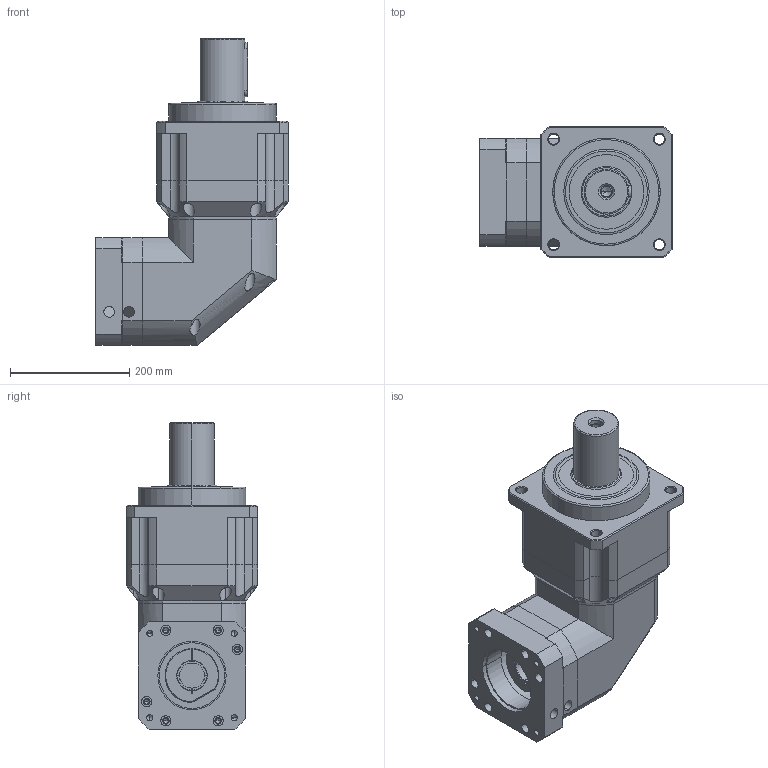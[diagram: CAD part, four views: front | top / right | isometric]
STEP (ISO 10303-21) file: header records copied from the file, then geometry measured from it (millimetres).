
FILE_DESCRIPTION (( 'STEP AP214' ), '1' );
FILE_NAME ('SBL220-L2-42-114.3-200M12-118.STEP', '2023-11-22T05:20:36', ( 'admin' ), ( '' ), 'SwSTEP 2.0', 'SolidWorks 2013', '' );
FILE_SCHEMA (( 'AUTOMOTIVE_DESIGN' ));
Length unit declared in the file: millimetre
Products named in the file (7): SBL180_X2_57AB677F_X0_; 180_X2_95017D2773AF_X0_-42; SBL180-42; SBL180-114.3-200M12-85; SB220_X2_4E007EA751859F7F5708_X0_; SB220_X2_8F9351FA7AEF_X0_; SBL220-L2-42-114.3-200M12-118
Assembly tree (6 placements, depth 2):
  SBL220-L2-42-114.3-200M12-118
    SB220_X2_8F9351FA7AEF_X0_
    SB220_X2_4E007EA751859F7F5708_X0_
    SBL180-114.3-200M12-85
    SBL180-42
    180_X2_95017D2773AF_X0_-42
    SBL180_X2_57AB677F_X0_
Bounding box: 322 x 220 x 513.3 mm (x, y, z)
Volume: 14697173 mm3; surface area: 866542.9 mm2
Topology: 9 solids, 9 shells, 558 faces, 1433 edges, 883 vertices
Faces by surface type: cylinder 285, plane 153, cone 99, bspline 21
Entity records: 26811 total; most frequent: CARTESIAN_POINT 6902, DIRECTION 2889, ORIENTED_EDGE 2742, EDGE_CURVE 1371, AXIS2_PLACEMENT_3D 1134, VERTEX_POINT 883, EDGE_LOOP 688, LINE 621
